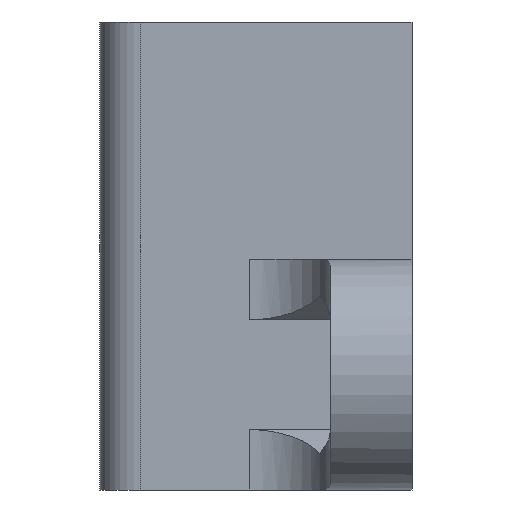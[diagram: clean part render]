
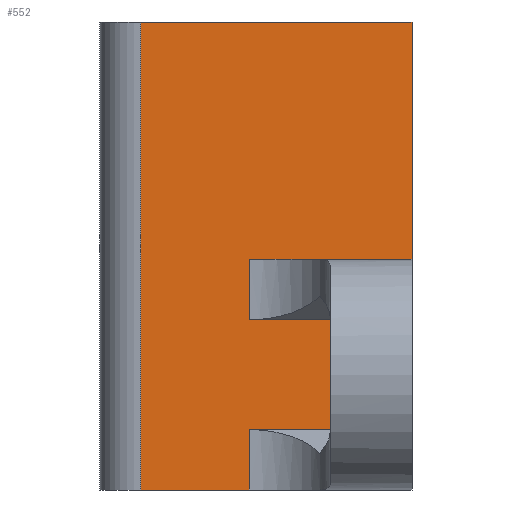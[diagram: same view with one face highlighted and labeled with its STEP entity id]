
A CAD part, left-side view. The second image highlights one B-rep face of the part: STEP entity #552.
In plain terms, the highlighted planar face has unit normal (-1, 0, 0).
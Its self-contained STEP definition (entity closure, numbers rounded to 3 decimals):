
#30 = ORIENTED_EDGE ( 'NONE', *, *, #408, .T. ) ;
#38 = EDGE_LOOP ( 'NONE', ( #30, #1294, #1364, #1710, #653, #440, #731, #508, #1817, #1633, #311, #1745, #1438, #154 ) ) ;
#43 = CARTESIAN_POINT ( 'NONE',  ( 0., 1.4, 2.24 ) ) ;
#59 = LINE ( 'NONE', #920, #271 ) ;
#63 = VERTEX_POINT ( 'NONE', #702 ) ;
#67 = DIRECTION ( 'NONE',  ( 0., 0., -1. ) ) ;
#84 = VECTOR ( 'NONE', #1876, 1000. ) ;
#101 = EDGE_CURVE ( 'NONE', #863, #600, #980, .T. ) ;
#120 = VERTEX_POINT ( 'NONE', #1568 ) ;
#147 = EDGE_CURVE ( 'NONE', #1478, #1382, #1400, .T. ) ;
#148 = CARTESIAN_POINT ( 'NONE',  ( 0., 0., 17.25 ) ) ;
#154 = ORIENTED_EDGE ( 'NONE', *, *, #147, .T. ) ;
#159 = LINE ( 'NONE', #1045, #990 ) ;
#183 = CARTESIAN_POINT ( 'NONE',  ( 0., 1.4, 2.226 ) ) ;
#187 = EDGE_CURVE ( 'NONE', #63, #1815, #1482, .T. ) ;
#217 = LINE ( 'NONE', #517, #805 ) ;
#232 = EDGE_CURVE ( 'NONE', #446, #863, #1612, .T. ) ;
#264 = DIRECTION ( 'NONE',  ( 0., 1., 0. ) ) ;
#271 = VECTOR ( 'NONE', #794, 1000. ) ;
#289 = VERTEX_POINT ( 'NONE', #1835 ) ;
#294 = CARTESIAN_POINT ( 'NONE',  ( 0., 2.4, 2.24 ) ) ;
#311 = ORIENTED_EDGE ( 'NONE', *, *, #909, .T. ) ;
#317 = CARTESIAN_POINT ( 'NONE',  ( 0., 1.4, 2.226 ) ) ;
#364 = VERTEX_POINT ( 'NONE', #1289 ) ;
#374 = DIRECTION ( 'NONE',  ( 0., 0., 1. ) ) ;
#408 = EDGE_CURVE ( 'NONE', #1382, #120, #1885, .T. ) ;
#410 = EDGE_CURVE ( 'NONE', #1344, #63, #1474, .T. ) ;
#414 = CARTESIAN_POINT ( 'NONE',  ( 0., 3., 8.5 ) ) ;
#428 = VECTOR ( 'NONE', #1337, 1000. ) ;
#432 = CARTESIAN_POINT ( 'NONE',  ( 0., 2.4, 6.27 ) ) ;
#440 = ORIENTED_EDGE ( 'NONE', *, *, #232, .F. ) ;
#444 = LINE ( 'NONE', #1468, #84 ) ;
#446 = VERTEX_POINT ( 'NONE', #432 ) ;
#508 = ORIENTED_EDGE ( 'NONE', *, *, #1723, .F. ) ;
#517 = CARTESIAN_POINT ( 'NONE',  ( 0., 6., 17.25 ) ) ;
#536 = CARTESIAN_POINT ( 'NONE',  ( 0., 1.4, 6.27 ) ) ;
#552 = ADVANCED_FACE ( 'NONE', ( #1593 ), #1463, .F. ) ;
#569 = CARTESIAN_POINT ( 'NONE',  ( 0., 0., 0. ) ) ;
#580 = VECTOR ( 'NONE', #1415, 1000. ) ;
#600 = VERTEX_POINT ( 'NONE', #43 ) ;
#609 = DIRECTION ( 'NONE',  ( 0., 0., -1. ) ) ;
#651 = VECTOR ( 'NONE', #1697, 1000. ) ;
#653 = ORIENTED_EDGE ( 'NONE', *, *, #101, .F. ) ;
#692 = EDGE_CURVE ( 'NONE', #120, #289, #217, .T. ) ;
#702 = CARTESIAN_POINT ( 'NONE',  ( 0., 6., 6.274 ) ) ;
#729 = DIRECTION ( 'NONE',  ( 0., 0., -1. ) ) ;
#731 = ORIENTED_EDGE ( 'NONE', *, *, #1863, .T. ) ;
#762 = LINE ( 'NONE', #1209, #428 ) ;
#774 = LINE ( 'NONE', #183, #1260 ) ;
#794 = DIRECTION ( 'NONE',  ( 0., 1., 0. ) ) ;
#805 = VECTOR ( 'NONE', #374, 1000. ) ;
#857 = CARTESIAN_POINT ( 'NONE',  ( 0., 10., 17.25 ) ) ;
#859 = EDGE_CURVE ( 'NONE', #1478, #1792, #444, .T. ) ;
#863 = VERTEX_POINT ( 'NONE', #294 ) ;
#868 = LINE ( 'NONE', #1875, #1019 ) ;
#884 = DIRECTION ( 'NONE',  ( 1., 0., 0. ) ) ;
#906 = DIRECTION ( 'NONE',  ( 0., 0., 1. ) ) ;
#909 = EDGE_CURVE ( 'NONE', #1815, #364, #1427, .T. ) ;
#920 = CARTESIAN_POINT ( 'NONE',  ( 0., 1.4, 2.226 ) ) ;
#931 = VECTOR ( 'NONE', #264, 1000. ) ;
#935 = CARTESIAN_POINT ( 'NONE',  ( 0., 10., 17.25 ) ) ;
#980 = LINE ( 'NONE', #1266, #651 ) ;
#990 = VECTOR ( 'NONE', #729, 1000. ) ;
#1019 = VECTOR ( 'NONE', #609, 1000. ) ;
#1024 = CARTESIAN_POINT ( 'NONE',  ( 0., 6., 17.25 ) ) ;
#1042 = CARTESIAN_POINT ( 'NONE',  ( 0., 0., 17.25 ) ) ;
#1045 = CARTESIAN_POINT ( 'NONE',  ( 0., 0., 17.25 ) ) ;
#1174 = VECTOR ( 'NONE', #906, 1000. ) ;
#1209 = CARTESIAN_POINT ( 'NONE',  ( 0., 1.4, 6.27 ) ) ;
#1231 = VECTOR ( 'NONE', #1766, 1000. ) ;
#1260 = VECTOR ( 'NONE', #1649, 1000. ) ;
#1266 = CARTESIAN_POINT ( 'NONE',  ( 0., 1.4, 2.24 ) ) ;
#1283 = CARTESIAN_POINT ( 'NONE',  ( 0., 1.4, 6.274 ) ) ;
#1289 = CARTESIAN_POINT ( 'NONE',  ( 0., 0., 8.5 ) ) ;
#1294 = ORIENTED_EDGE ( 'NONE', *, *, #692, .T. ) ;
#1312 = VECTOR ( 'NONE', #1727, 1000. ) ;
#1326 = CARTESIAN_POINT ( 'NONE',  ( 0., 2.4, 6.27 ) ) ;
#1337 = DIRECTION ( 'NONE',  ( 0., -1., 0. ) ) ;
#1344 = VERTEX_POINT ( 'NONE', #1283 ) ;
#1364 = ORIENTED_EDGE ( 'NONE', *, *, #1395, .F. ) ;
#1375 = CARTESIAN_POINT ( 'NONE',  ( 0., 10., 0. ) ) ;
#1376 = EDGE_CURVE ( 'NONE', #600, #1657, #774, .T. ) ;
#1382 = VERTEX_POINT ( 'NONE', #1375 ) ;
#1395 = EDGE_CURVE ( 'NONE', #1657, #289, #59, .T. ) ;
#1400 = LINE ( 'NONE', #857, #580 ) ;
#1415 = DIRECTION ( 'NONE',  ( 0., 0., -1. ) ) ;
#1427 = LINE ( 'NONE', #414, #1312 ) ;
#1438 = ORIENTED_EDGE ( 'NONE', *, *, #859, .F. ) ;
#1463 = PLANE ( 'NONE',  #1700 ) ;
#1468 = CARTESIAN_POINT ( 'NONE',  ( 0., 0., 17.25 ) ) ;
#1474 = LINE ( 'NONE', #1759, #931 ) ;
#1478 = VERTEX_POINT ( 'NONE', #935 ) ;
#1482 = LINE ( 'NONE', #1024, #1174 ) ;
#1534 = VERTEX_POINT ( 'NONE', #536 ) ;
#1568 = CARTESIAN_POINT ( 'NONE',  ( 0., 6., 0. ) ) ;
#1583 = DIRECTION ( 'NONE',  ( 0., -1., 0. ) ) ;
#1593 = FACE_OUTER_BOUND ( 'NONE', #38, .T. ) ;
#1612 = LINE ( 'NONE', #1326, #1231 ) ;
#1633 = ORIENTED_EDGE ( 'NONE', *, *, #187, .T. ) ;
#1645 = CARTESIAN_POINT ( 'NONE',  ( 0., 6., 8.5 ) ) ;
#1649 = DIRECTION ( 'NONE',  ( 0., 0., -1. ) ) ;
#1657 = VERTEX_POINT ( 'NONE', #317 ) ;
#1697 = DIRECTION ( 'NONE',  ( 0., -1., 0. ) ) ;
#1700 = AXIS2_PLACEMENT_3D ( 'NONE', #1042, #884, #67 ) ;
#1710 = ORIENTED_EDGE ( 'NONE', *, *, #1376, .F. ) ;
#1723 = EDGE_CURVE ( 'NONE', #1344, #1534, #868, .T. ) ;
#1725 = EDGE_CURVE ( 'NONE', #1792, #364, #159, .T. ) ;
#1727 = DIRECTION ( 'NONE',  ( 0., -1., 0. ) ) ;
#1736 = VECTOR ( 'NONE', #1583, 1000. ) ;
#1745 = ORIENTED_EDGE ( 'NONE', *, *, #1725, .F. ) ;
#1759 = CARTESIAN_POINT ( 'NONE',  ( 0., 1.4, 6.274 ) ) ;
#1766 = DIRECTION ( 'NONE',  ( 0., 0., -1. ) ) ;
#1792 = VERTEX_POINT ( 'NONE', #148 ) ;
#1815 = VERTEX_POINT ( 'NONE', #1645 ) ;
#1817 = ORIENTED_EDGE ( 'NONE', *, *, #410, .T. ) ;
#1835 = CARTESIAN_POINT ( 'NONE',  ( 0., 6., 2.226 ) ) ;
#1863 = EDGE_CURVE ( 'NONE', #446, #1534, #762, .T. ) ;
#1875 = CARTESIAN_POINT ( 'NONE',  ( 0., 1.4, 2.226 ) ) ;
#1876 = DIRECTION ( 'NONE',  ( 0., -1., 0. ) ) ;
#1885 = LINE ( 'NONE', #569, #1736 ) ;
